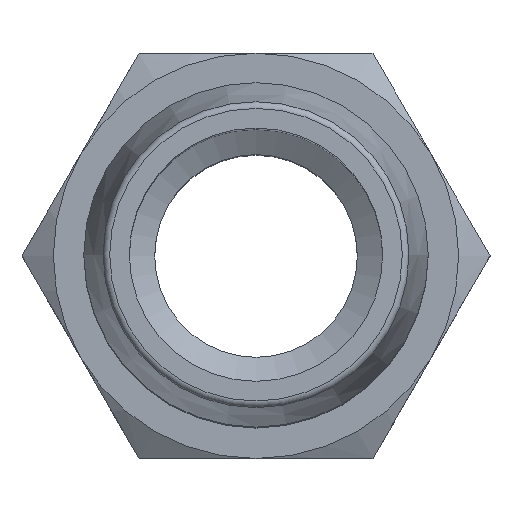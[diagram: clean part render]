
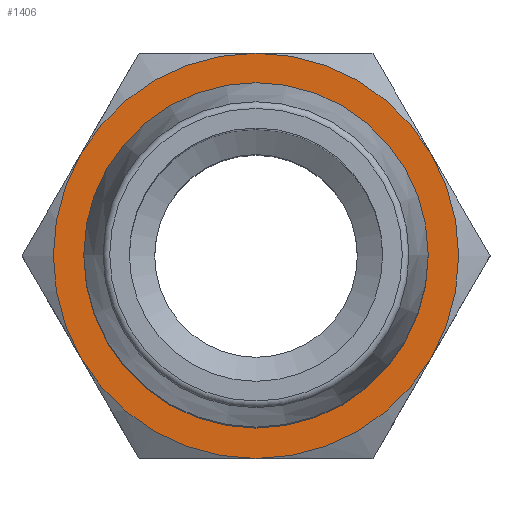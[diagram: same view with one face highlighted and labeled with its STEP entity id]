
A CAD part, top view. The second image highlights one B-rep face of the part: STEP entity #1406.
In plain terms, the highlighted face is planar.
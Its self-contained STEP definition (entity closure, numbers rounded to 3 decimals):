
#685=PLANE('',#1308);
#729=ORIENTED_EDGE('',*,*,#921,.T.);
#730=ORIENTED_EDGE('',*,*,#922,.T.);
#731=ORIENTED_EDGE('',*,*,#923,.T.);
#732=ORIENTED_EDGE('',*,*,#924,.T.);
#733=ORIENTED_EDGE('',*,*,#925,.T.);
#734=ORIENTED_EDGE('',*,*,#926,.T.);
#735=ORIENTED_EDGE('',*,*,#927,.F.);
#833=CIRCLE('',#1307,6.);
#834=CIRCLE('',#1309,6.);
#835=CIRCLE('',#1310,6.);
#836=CIRCLE('',#1311,6.);
#837=CIRCLE('',#1312,6.);
#838=CIRCLE('',#1313,6.);
#839=CIRCLE('',#1314,5.1);
#869=VERTEX_POINT('',#1473);
#870=VERTEX_POINT('',#1477);
#873=VERTEX_POINT('',#1488);
#874=VERTEX_POINT('',#1490);
#875=VERTEX_POINT('',#1492);
#876=VERTEX_POINT('',#1494);
#877=VERTEX_POINT('',#1497);
#921=EDGE_CURVE('',#870,#869,#833,.T.);
#922=EDGE_CURVE('',#869,#873,#834,.T.);
#923=EDGE_CURVE('',#873,#874,#835,.T.);
#924=EDGE_CURVE('',#874,#875,#836,.T.);
#925=EDGE_CURVE('',#875,#876,#837,.T.);
#926=EDGE_CURVE('',#876,#870,#838,.T.);
#927=EDGE_CURVE('',#877,#877,#839,.T.);
#972=EDGE_LOOP('',(#729,#730,#731,#732,#733,#734));
#973=EDGE_LOOP('',(#735));
#1032=FACE_BOUND('',#972,.T.);
#1033=FACE_BOUND('',#973,.T.);
#1135=DIRECTION('',(0.,1.,0.));
#1136=DIRECTION('',(0.,0.,6.));
#1137=DIRECTION('',(0.,1.,0.));
#1138=DIRECTION('',(1.,0.,0.));
#1139=DIRECTION('',(0.,1.,0.));
#1140=DIRECTION('',(5.196,0.,3.));
#1141=DIRECTION('',(0.,1.,0.));
#1142=DIRECTION('',(5.196,0.,-3.));
#1143=DIRECTION('',(0.,1.,0.));
#1144=DIRECTION('',(0.,0.,-6.));
#1145=DIRECTION('',(0.,1.,0.));
#1146=DIRECTION('',(-5.196,0.,-3.));
#1147=DIRECTION('',(0.,1.,0.));
#1148=DIRECTION('',(-5.196,0.,3.));
#1149=DIRECTION('',(0.,1.,0.));
#1150=DIRECTION('',(5.1,0.,0.));
#1307=AXIS2_PLACEMENT_3D('',#1486,#1135,#1136);
#1308=AXIS2_PLACEMENT_3D('',#1487,#1137,#1138);
#1309=AXIS2_PLACEMENT_3D('',#1489,#1139,#1140);
#1310=AXIS2_PLACEMENT_3D('',#1491,#1141,#1142);
#1311=AXIS2_PLACEMENT_3D('',#1493,#1143,#1144);
#1312=AXIS2_PLACEMENT_3D('',#1495,#1145,#1146);
#1313=AXIS2_PLACEMENT_3D('',#1496,#1147,#1148);
#1314=AXIS2_PLACEMENT_3D('',#1498,#1149,#1150);
#1406=ADVANCED_FACE('',(#1032,#1033),#685,.T.);
#1473=CARTESIAN_POINT('',(29.139,22.517,3.));
#1477=CARTESIAN_POINT('',(23.943,22.517,6.));
#1486=CARTESIAN_POINT('',(23.943,22.517,0.));
#1487=CARTESIAN_POINT('',(29.943,22.517,0.));
#1488=CARTESIAN_POINT('',(29.139,22.517,-3.));
#1489=CARTESIAN_POINT('',(23.943,22.517,0.));
#1490=CARTESIAN_POINT('',(23.943,22.517,-6.));
#1491=CARTESIAN_POINT('',(23.943,22.517,0.));
#1492=CARTESIAN_POINT('',(18.747,22.517,-3.));
#1493=CARTESIAN_POINT('',(23.943,22.517,0.));
#1494=CARTESIAN_POINT('',(18.747,22.517,3.));
#1495=CARTESIAN_POINT('',(23.943,22.517,0.));
#1496=CARTESIAN_POINT('',(23.943,22.517,0.));
#1497=CARTESIAN_POINT('',(29.043,22.517,0.));
#1498=CARTESIAN_POINT('',(23.943,22.517,0.));
